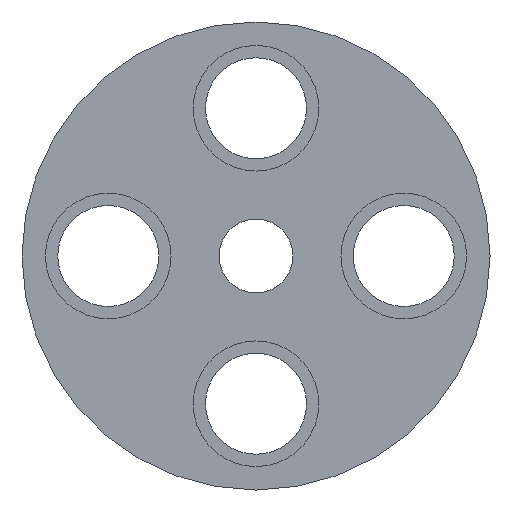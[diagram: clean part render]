
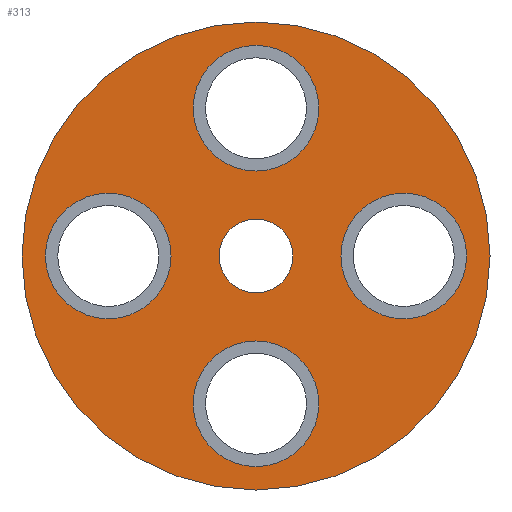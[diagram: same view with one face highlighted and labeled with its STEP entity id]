
A CAD part, front view. The second image highlights one B-rep face of the part: STEP entity #313.
In plain terms, the highlighted planar face has unit normal (0, -1, 0).
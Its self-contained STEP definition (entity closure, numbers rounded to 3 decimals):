
#23=PLANE('',#373);
#47=FACE_BOUND('',#126,.T.);
#48=FACE_BOUND('',#127,.T.);
#49=FACE_BOUND('',#128,.T.);
#50=FACE_BOUND('',#129,.T.);
#51=FACE_BOUND('',#130,.T.);
#79=FACE_OUTER_BOUND('',#125,.T.);
#125=EDGE_LOOP('',(#265));
#126=EDGE_LOOP('',(#266));
#127=EDGE_LOOP('',(#267));
#128=EDGE_LOOP('',(#268));
#129=EDGE_LOOP('',(#269));
#130=EDGE_LOOP('',(#270));
#150=CIRCLE('',#345,2.55);
#153=CIRCLE('',#350,2.55);
#156=CIRCLE('',#355,2.55);
#159=CIRCLE('',#360,2.55);
#161=CIRCLE('',#364,1.5);
#164=CIRCLE('',#372,9.5);
#178=VERTEX_POINT('',#517);
#181=VERTEX_POINT('',#525);
#184=VERTEX_POINT('',#533);
#187=VERTEX_POINT('',#541);
#189=VERTEX_POINT('',#547);
#192=VERTEX_POINT('',#558);
#206=EDGE_CURVE('',#178,#178,#150,.T.);
#209=EDGE_CURVE('',#181,#181,#153,.T.);
#212=EDGE_CURVE('',#184,#184,#156,.T.);
#215=EDGE_CURVE('',#187,#187,#159,.T.);
#217=EDGE_CURVE('',#189,#189,#161,.T.);
#220=EDGE_CURVE('',#192,#192,#164,.T.);
#265=ORIENTED_EDGE('',*,*,#220,.T.);
#266=ORIENTED_EDGE('',*,*,#206,.T.);
#267=ORIENTED_EDGE('',*,*,#209,.T.);
#268=ORIENTED_EDGE('',*,*,#212,.T.);
#269=ORIENTED_EDGE('',*,*,#215,.T.);
#270=ORIENTED_EDGE('',*,*,#217,.T.);
#313=ADVANCED_FACE('',(#79,#47,#48,#49,#50,#51),#23,.F.);
#345=AXIS2_PLACEMENT_3D('',#518,#421,#422);
#350=AXIS2_PLACEMENT_3D('',#526,#431,#432);
#355=AXIS2_PLACEMENT_3D('',#534,#441,#442);
#360=AXIS2_PLACEMENT_3D('',#542,#451,#452);
#364=AXIS2_PLACEMENT_3D('',#548,#459,#460);
#372=AXIS2_PLACEMENT_3D('',#559,#475,#476);
#373=AXIS2_PLACEMENT_3D('',#560,#477,#478);
#421=DIRECTION('center_axis',(0.,1.,0.));
#422=DIRECTION('ref_axis',(-1.,0.,0.));
#431=DIRECTION('center_axis',(0.,1.,0.));
#432=DIRECTION('ref_axis',(-1.,0.,0.));
#441=DIRECTION('center_axis',(0.,1.,0.));
#442=DIRECTION('ref_axis',(-1.,0.,0.));
#451=DIRECTION('center_axis',(0.,1.,0.));
#452=DIRECTION('ref_axis',(-1.,0.,0.));
#459=DIRECTION('center_axis',(0.,1.,0.));
#460=DIRECTION('ref_axis',(-1.,0.,0.));
#475=DIRECTION('center_axis',(0.,-1.,0.));
#476=DIRECTION('ref_axis',(1.,0.,0.));
#477=DIRECTION('center_axis',(0.,1.,0.));
#478=DIRECTION('ref_axis',(0.,0.,1.));
#517=CARTESIAN_POINT('',(-3.45,0.,0.));
#518=CARTESIAN_POINT('Origin',(-6.,0.,0.));
#525=CARTESIAN_POINT('',(2.55,0.,-6.));
#526=CARTESIAN_POINT('Origin',(0.,0.,-6.));
#533=CARTESIAN_POINT('',(8.55,0.,0.));
#534=CARTESIAN_POINT('Origin',(6.,0.,0.));
#541=CARTESIAN_POINT('',(2.55,0.,6.));
#542=CARTESIAN_POINT('Origin',(0.,0.,6.));
#547=CARTESIAN_POINT('',(1.5,0.,0.));
#548=CARTESIAN_POINT('Origin',(0.,0.,0.));
#558=CARTESIAN_POINT('',(-9.5,0.,0.));
#559=CARTESIAN_POINT('Origin',(0.,0.,0.));
#560=CARTESIAN_POINT('Origin',(0.,0.,0.));
